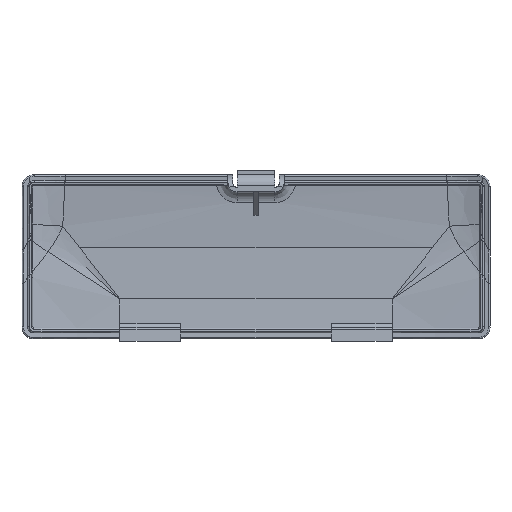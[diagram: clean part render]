
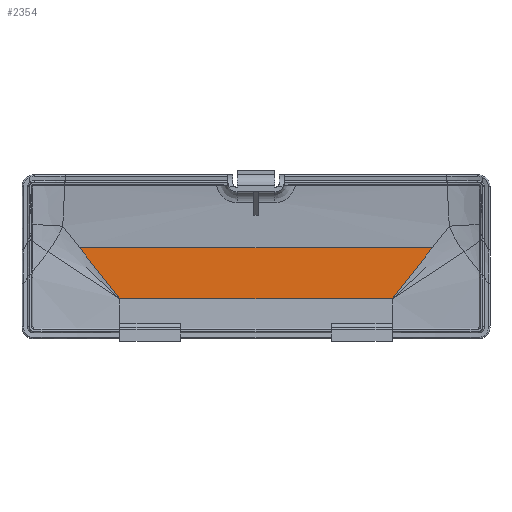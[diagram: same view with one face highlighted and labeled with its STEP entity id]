
A CAD part, top view. The second image highlights one B-rep face of the part: STEP entity #2354.
In plain terms, the highlighted cylindrical face has radius 246.1 mm (diameter 492.2 mm), a partial arc.
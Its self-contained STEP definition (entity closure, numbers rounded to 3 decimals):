
#235 = CARTESIAN_POINT ( 'NONE',  ( 58.218, 190.65, -93.031 ) ) ;
#294 = FACE_OUTER_BOUND ( 'NONE', #8894, .T. ) ;
#453 = EDGE_CURVE ( 'NONE', #7055, #8126, #5281, .T. ) ;
#536 = CARTESIAN_POINT ( 'NONE',  ( -63.93, 197.89, -93.675 ) ) ;
#690 = CARTESIAN_POINT ( 'NONE',  ( 72.494, 208.801, -93.998 ) ) ;
#712 = ORIENTED_EDGE ( 'NONE', *, *, #6480, .F. ) ;
#752 = CARTESIAN_POINT ( 'NONE',  ( 75.345, 212.439, -93.998 ) ) ;
#889 = VECTOR ( 'NONE', #3546, 1000. ) ;
#1422 = CYLINDRICAL_SURFACE ( 'NONE', #8972, 246.1 ) ;
#1518 = ORIENTED_EDGE ( 'NONE', *, *, #453, .F. ) ;
#2354 = ADVANCED_FACE ( 'NONE', ( #294 ), #1422, .F. ) ;
#2376 = VERTEX_POINT ( 'NONE', #6817 ) ;
#2484 = LINE ( 'NONE', #2873, #7910 ) ;
#2782 = LINE ( 'NONE', #2966, #889 ) ;
#2873 = CARTESIAN_POINT ( 'NONE',  ( -492.415, 190.65, -93.031 ) ) ;
#2966 = CARTESIAN_POINT ( 'NONE',  ( -492.415, 212.439, -93.998 ) ) ;
#3546 = DIRECTION ( 'NONE',  ( 1., 0., 0. ) ) ;
#4011 = CARTESIAN_POINT ( 'NONE',  ( -58.218, 190.65, -93.031 ) ) ;
#4301 = DIRECTION ( 'NONE',  ( 1., 0., 0. ) ) ;
#4308 = CARTESIAN_POINT ( 'NONE',  ( 75.345, 212.439, -93.998 ) ) ;
#4474 = ORIENTED_EDGE ( 'NONE', *, *, #6162, .T. ) ;
#4613 = ORIENTED_EDGE ( 'NONE', *, *, #8832, .F. ) ;
#4909 = CARTESIAN_POINT ( 'NONE',  ( 58.218, 190.65, -93.031 ) ) ;
#4928 = CARTESIAN_POINT ( 'NONE',  ( -492.415, 212.439, 152.102 ) ) ;
#5281 = B_SPLINE_CURVE_WITH_KNOTS ( 'NONE', 3,
 ( #752, #690, #6396, #9121, #7111, #4909 ),
 .UNSPECIFIED., .F., .F.,
 ( 4, 2, 4 ),
 ( 0.012, 0.026, 0.039 ),
 .UNSPECIFIED. ) ;
#5642 = DIRECTION ( 'NONE',  ( 1., 0., 0. ) ) ;
#5951 = B_SPLINE_CURVE_WITH_KNOTS ( 'NONE', 3,
 ( #4011, #536, #6165, #6234 ),
 .UNSPECIFIED., .F., .F.,
 ( 4, 4 ),
 ( 0., 0.028 ),
 .UNSPECIFIED. ) ;
#6162 = EDGE_CURVE ( 'NONE', #8234, #8126, #2484, .T. ) ;
#6165 = CARTESIAN_POINT ( 'NONE',  ( -69.644, 205.161, -93.998 ) ) ;
#6234 = CARTESIAN_POINT ( 'NONE',  ( -75.345, 212.439, -93.998 ) ) ;
#6396 = CARTESIAN_POINT ( 'NONE',  ( 69.641, 205.163, -93.917 ) ) ;
#6480 = EDGE_CURVE ( 'NONE', #8234, #2376, #5951, .T. ) ;
#6817 = CARTESIAN_POINT ( 'NONE',  ( -75.345, 212.439, -93.998 ) ) ;
#7055 = VERTEX_POINT ( 'NONE', #4308 ) ;
#7111 = CARTESIAN_POINT ( 'NONE',  ( 61.074, 194.269, -93.353 ) ) ;
#7786 = DIRECTION ( 'NONE',  ( 0., 0., -1. ) ) ;
#7910 = VECTOR ( 'NONE', #4301, 1000. ) ;
#8126 = VERTEX_POINT ( 'NONE', #235 ) ;
#8205 = CARTESIAN_POINT ( 'NONE',  ( -58.218, 190.65, -93.031 ) ) ;
#8234 = VERTEX_POINT ( 'NONE', #8205 ) ;
#8832 = EDGE_CURVE ( 'NONE', #2376, #7055, #2782, .T. ) ;
#8894 = EDGE_LOOP ( 'NONE', ( #4613, #712, #4474, #1518 ) ) ;
#8972 = AXIS2_PLACEMENT_3D ( 'NONE', #4928, #5642, #7786 ) ;
#9121 = CARTESIAN_POINT ( 'NONE',  ( 63.931, 197.899, -93.595 ) ) ;
